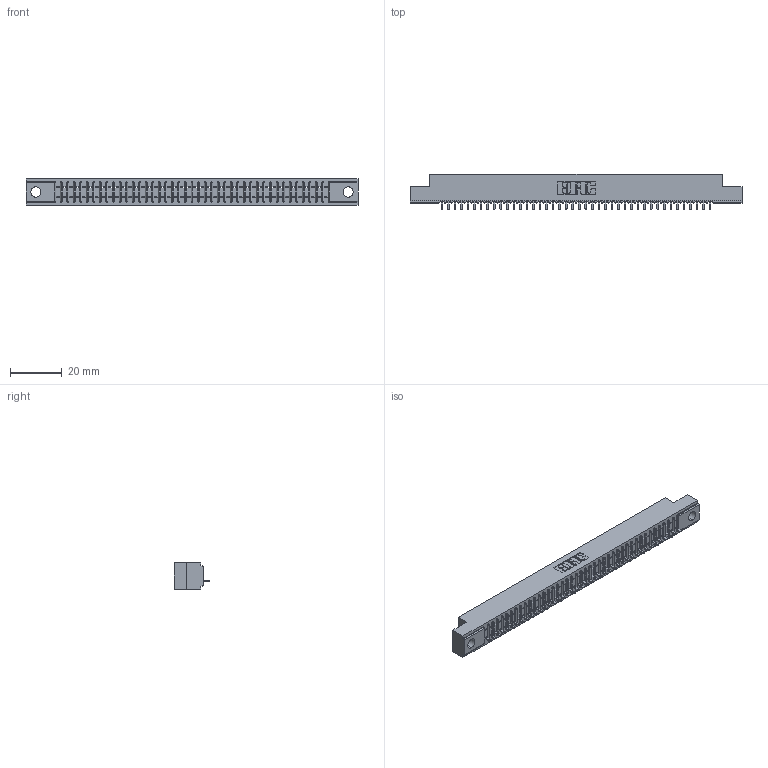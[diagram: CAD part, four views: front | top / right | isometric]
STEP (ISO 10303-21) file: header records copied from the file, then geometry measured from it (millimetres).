
FILE_DESCRIPTION (( 'STEP AP203' ), '1' );
FILE_NAME ('391-042-524-104.STEP', '2018-08-09T01:46:10', ( '' ), ( '' ), 'SwSTEP 2.0', 'SolidWorks 2016', '' );
FILE_SCHEMA (( 'CONFIG_CONTROL_DESIGN' ));
Length unit declared in the file: inch
Products named in the file (3): 341 Part_.156 (3.96) Dia Mounting Holes; 341-292-001_341-292-124; 391-042-524-104
Assembly tree (43 placements, depth 2):
  391-042-524-104
    341 Part_.156 (3.96) Dia Mounting Holes
    341-292-001_341-292-124  x42
Bounding box: 128.91 x 13.64 x 10.16 mm (x, y, z)
Volume: 9108.5 mm3; surface area: 13882.8 mm2
Topology: 43 solids, 43 shells, 3574 faces, 10306 edges, 6614 vertices
Faces by surface type: plane 2224, cylinder 1182, sphere 86, torus 82
Entity records: 49903 total; most frequent: CARTESIAN_POINT 8482, ORIENTED_EDGE 8468, DIRECTION 8180, EDGE_CURVE 4234, VECTOR 3428, LINE 3428, VERTEX_POINT 2678, AXIS2_PLACEMENT_3D 2376
